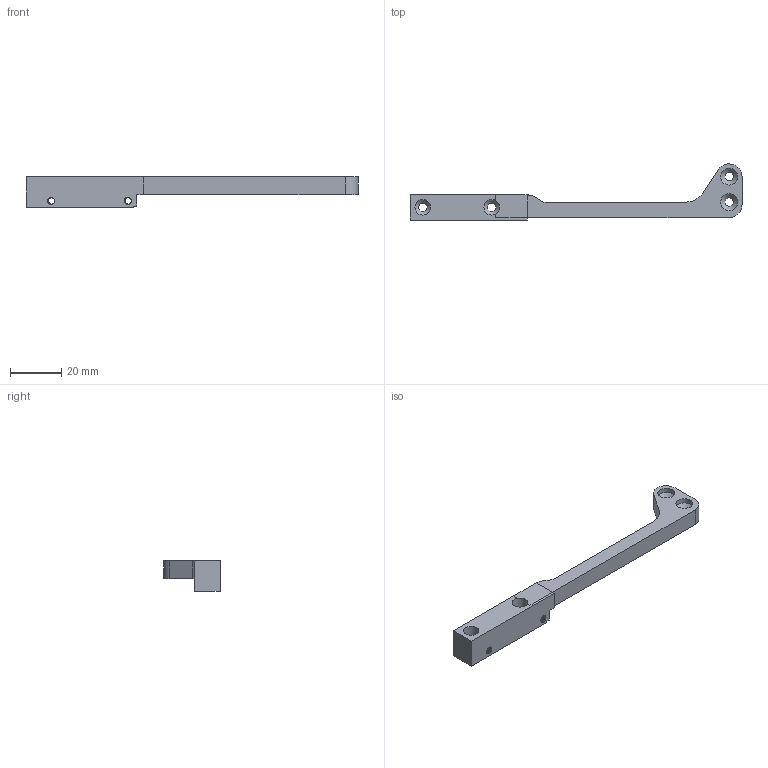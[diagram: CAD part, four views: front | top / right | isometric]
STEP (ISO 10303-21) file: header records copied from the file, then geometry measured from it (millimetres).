
FILE_DESCRIPTION(('FreeCAD Model'),'2;1');
FILE_NAME('Open CASCADE Shape Model','2023-07-28T09:14:07',(''),(''), 'Open CASCADE STEP processor 7.6','FreeCAD','Unknown');
FILE_SCHEMA(('AUTOMOTIVE_DESIGN { 1 0 10303 214 1 1 1 1 }'));
Length unit declared in the file: millimetre
Products named in the file (1): Pocket053032670
Bounding box: 130 x 22 x 12 mm (x, y, z)
Volume: 9256.9 mm3; surface area: 5572.2 mm2
Topology: 1 solids, 1 shells, 211 faces, 455 edges, 245 vertices
Faces by surface type: bspline 126, cylinder 56, plane 22, cone 7
Full cylindrical faces by diameter (mm): 2.52 x38, 3.4 x4, 6.1 x2, 6.6 x2
Entity records: 37222 total; most frequent: CARTESIAN_POINT 29590, ORIENTED_EDGE 910, PCURVE 910, DEFINITIONAL_REPRESENTATION 910, DIRECTION 817, B_SPLINE_CURVE_WITH_KNOTS 744, LINE 549, VECTOR 549
